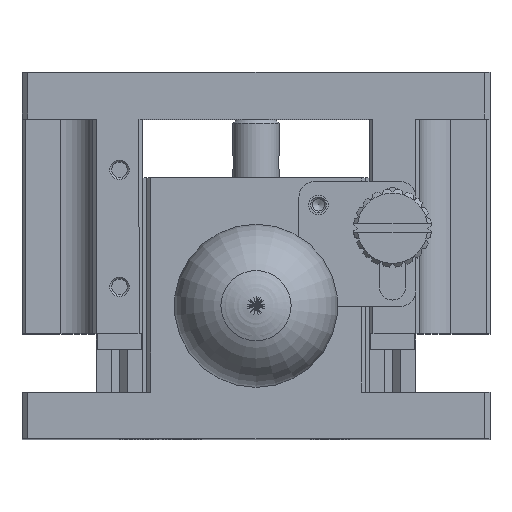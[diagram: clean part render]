
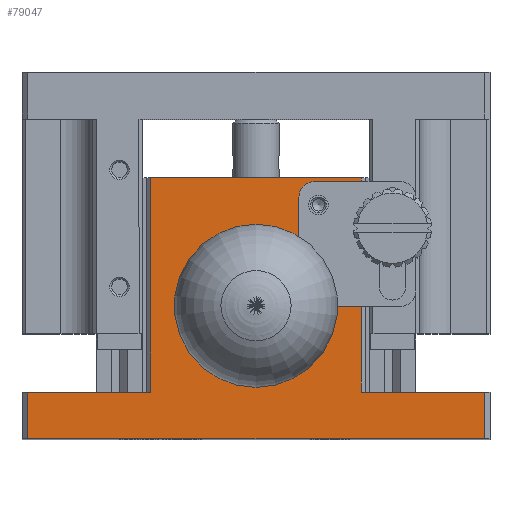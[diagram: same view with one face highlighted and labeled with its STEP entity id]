
A CAD part, top view. The second image highlights one B-rep face of the part: STEP entity #79047.
In plain terms, the highlighted planar face has unit normal (0, 0, 1).
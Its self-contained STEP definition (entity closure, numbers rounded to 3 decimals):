
#1717 = VERTEX_POINT ( 'NONE', #71101 ) ;
#2013 = CARTESIAN_POINT ( 'NONE',  ( 0.71, 6., 0. ) ) ;
#2179 = VECTOR ( 'NONE', #46142, 1000. ) ;
#2436 = VECTOR ( 'NONE', #8631, 1000. ) ;
#3047 = EDGE_CURVE ( 'NONE', #17118, #1717, #10954, .T. ) ;
#4031 = VERTEX_POINT ( 'NONE', #80560 ) ;
#4245 = CARTESIAN_POINT ( 'NONE',  ( 37.5, 17., 0. ) ) ;
#4437 = EDGE_CURVE ( 'NONE', #4031, #52601, #47168, .T. ) ;
#4635 = EDGE_CURVE ( 'NONE', #53592, #87804, #78474, .T. ) ;
#4839 = ORIENTED_EDGE ( 'NONE', *, *, #4437, .T. ) ;
#4990 = DIRECTION ( 'NONE',  ( 0., 0., 1. ) ) ;
#5314 = ORIENTED_EDGE ( 'NONE', *, *, #3047, .F. ) ;
#5423 = ORIENTED_EDGE ( 'NONE', *, *, #66783, .F. ) ;
#6170 = CARTESIAN_POINT ( 'NONE',  ( 0.71, 6., 0. ) ) ;
#6338 = CARTESIAN_POINT ( 'NONE',  ( 0.71, 0., 0. ) ) ;
#6681 = DIRECTION ( 'NONE',  ( 1., 0., 0. ) ) ;
#7046 = CIRCLE ( 'NONE', #43512, 4.75 ) ;
#8602 = LINE ( 'NONE', #31903, #41401 ) ;
#8631 = DIRECTION ( 'NONE',  ( 1., 0., 0. ) ) ;
#8976 = ORIENTED_EDGE ( 'NONE', *, *, #92891, .F. ) ;
#10064 = ORIENTED_EDGE ( 'NONE', *, *, #15298, .T. ) ;
#10559 = CARTESIAN_POINT ( 'NONE',  ( 43.5, 33.5, 0. ) ) ;
#10954 = LINE ( 'NONE', #61800, #38730 ) ;
#11298 = CIRCLE ( 'NONE', #75018, 2. ) ;
#12312 = CARTESIAN_POINT ( 'NONE',  ( 37.5, 31., 0. ) ) ;
#12421 = CARTESIAN_POINT ( 'NONE',  ( 43.5, 33.5, 0. ) ) ;
#13767 = VERTEX_POINT ( 'NONE', #23694 ) ;
#14244 = EDGE_LOOP ( 'NONE', ( #43155 ) ) ;
#15298 = EDGE_CURVE ( 'NONE', #88749, #74628, #23413, .T. ) ;
#17118 = VERTEX_POINT ( 'NONE', #42888 ) ;
#18237 = CARTESIAN_POINT ( 'NONE',  ( 37.5, 19., 0. ) ) ;
#20561 = CARTESIAN_POINT ( 'NONE',  ( 59.29, 0., 0. ) ) ;
#22529 = DIRECTION ( 'NONE',  ( -1., 0., 0. ) ) ;
#23413 = LINE ( 'NONE', #67566, #2436 ) ;
#23694 = CARTESIAN_POINT ( 'NONE',  ( 43.5, 6., 0. ) ) ;
#26679 = DIRECTION ( 'NONE',  ( 0., -1., 0. ) ) ;
#27942 = VECTOR ( 'NONE', #29005, 1000. ) ;
#28239 = CARTESIAN_POINT ( 'NONE',  ( 43.5, 17., 0. ) ) ;
#29005 = DIRECTION ( 'NONE',  ( 0., -1., 0. ) ) ;
#29316 = LINE ( 'NONE', #58267, #88399 ) ;
#31400 = CARTESIAN_POINT ( 'NONE',  ( 16.5, 33.5, 0. ) ) ;
#31903 = CARTESIAN_POINT ( 'NONE',  ( 0.71, 33., 0. ) ) ;
#32614 = EDGE_CURVE ( 'NONE', #87804, #13767, #67418, .T. ) ;
#32805 = LINE ( 'NONE', #54649, #41047 ) ;
#32983 = ORIENTED_EDGE ( 'NONE', *, *, #4635, .F. ) ;
#34028 = DIRECTION ( 'NONE',  ( 1., 0., 0. ) ) ;
#35333 = VECTOR ( 'NONE', #6681, 1000. ) ;
#36443 = VECTOR ( 'NONE', #26679, 1000. ) ;
#38203 = FACE_OUTER_BOUND ( 'NONE', #77534, .T. ) ;
#38521 = ORIENTED_EDGE ( 'NONE', *, *, #92931, .F. ) ;
#38730 = VECTOR ( 'NONE', #75623, 1000. ) ;
#39126 = DIRECTION ( 'NONE',  ( -1., 0., 0. ) ) ;
#41047 = VECTOR ( 'NONE', #61763, 1000. ) ;
#41401 = VECTOR ( 'NONE', #89406, 1000. ) ;
#41600 = LINE ( 'NONE', #70563, #69795 ) ;
#42328 = LINE ( 'NONE', #6170, #86293 ) ;
#42888 = CARTESIAN_POINT ( 'NONE',  ( 0.71, 6., 0. ) ) ;
#43155 = ORIENTED_EDGE ( 'NONE', *, *, #58977, .F. ) ;
#43512 = AXIS2_PLACEMENT_3D ( 'NONE', #78671, #4990, #34028 ) ;
#44102 = EDGE_CURVE ( 'NONE', #1717, #63082, #32805, .T. ) ;
#46142 = DIRECTION ( 'NONE',  ( 1., 0., 0. ) ) ;
#46911 = ORIENTED_EDGE ( 'NONE', *, *, #32614, .F. ) ;
#47168 = LINE ( 'NONE', #12421, #56533 ) ;
#50641 = ORIENTED_EDGE ( 'NONE', *, *, #44102, .F. ) ;
#51282 = VERTEX_POINT ( 'NONE', #77734 ) ;
#51764 = ORIENTED_EDGE ( 'NONE', *, *, #76219, .F. ) ;
#52601 = VERTEX_POINT ( 'NONE', #10559 ) ;
#53258 = LINE ( 'NONE', #82230, #2179 ) ;
#53592 = VERTEX_POINT ( 'NONE', #4245 ) ;
#53626 = CARTESIAN_POINT ( 'NONE',  ( 35.5, 31., 0. ) ) ;
#54477 = CARTESIAN_POINT ( 'NONE',  ( 35.5, 19., 0. ) ) ;
#54649 = CARTESIAN_POINT ( 'NONE',  ( 16.5, 6., 0. ) ) ;
#56533 = VECTOR ( 'NONE', #90401, 1000. ) ;
#56773 = DIRECTION ( 'NONE',  ( 1., 0., 0. ) ) ;
#58267 = CARTESIAN_POINT ( 'NONE',  ( 59.29, 6., 0. ) ) ;
#58904 = VERTEX_POINT ( 'NONE', #54477 ) ;
#58977 = EDGE_CURVE ( 'NONE', #76186, #76186, #7046, .T. ) ;
#59863 = ORIENTED_EDGE ( 'NONE', *, *, #71581, .F. ) ;
#60015 = DIRECTION ( 'NONE',  ( 0., 0., -1. ) ) ;
#60416 = VERTEX_POINT ( 'NONE', #53626 ) ;
#61102 = CARTESIAN_POINT ( 'NONE',  ( 59.29, 6., 0. ) ) ;
#61763 = DIRECTION ( 'NONE',  ( 0., 1., 0. ) ) ;
#61800 = CARTESIAN_POINT ( 'NONE',  ( 0.71, 6., 0. ) ) ;
#63082 = VERTEX_POINT ( 'NONE', #31400 ) ;
#66213 = FACE_BOUND ( 'NONE', #14244, .T. ) ;
#66379 = DIRECTION ( 'NONE',  ( -1., 0., 0. ) ) ;
#66783 = EDGE_CURVE ( 'NONE', #88749, #17118, #42328, .T. ) ;
#67418 = LINE ( 'NONE', #73622, #27942 ) ;
#67566 = CARTESIAN_POINT ( 'NONE',  ( 0., 0., 0. ) ) ;
#69044 = CARTESIAN_POINT ( 'NONE',  ( 34.75, 17., 0. ) ) ;
#69795 = VECTOR ( 'NONE', #56773, 1000. ) ;
#70563 = CARTESIAN_POINT ( 'NONE',  ( 0.71, 6., 0. ) ) ;
#70951 = EDGE_CURVE ( 'NONE', #13767, #75162, #41600, .T. ) ;
#71101 = CARTESIAN_POINT ( 'NONE',  ( 16.5, 6., 0. ) ) ;
#71279 = AXIS2_PLACEMENT_3D ( 'NONE', #18237, #76215, #66379 ) ;
#71581 = EDGE_CURVE ( 'NONE', #60416, #58904, #91754, .T. ) ;
#73060 = ORIENTED_EDGE ( 'NONE', *, *, #82305, .F. ) ;
#73622 = CARTESIAN_POINT ( 'NONE',  ( 43.5, 6., 0. ) ) ;
#74628 = VERTEX_POINT ( 'NONE', #20561 ) ;
#75018 = AXIS2_PLACEMENT_3D ( 'NONE', #12312, #77430, #39126 ) ;
#75162 = VERTEX_POINT ( 'NONE', #61102 ) ;
#75623 = DIRECTION ( 'NONE',  ( 1., 0., 0. ) ) ;
#76186 = VERTEX_POINT ( 'NONE', #69044 ) ;
#76215 = DIRECTION ( 'NONE',  ( 0., 0., 1. ) ) ;
#76219 = EDGE_CURVE ( 'NONE', #58904, #53592, #81865, .T. ) ;
#76530 = ORIENTED_EDGE ( 'NONE', *, *, #79894, .F. ) ;
#77020 = DIRECTION ( 'NONE',  ( 0., 1., 0. ) ) ;
#77430 = DIRECTION ( 'NONE',  ( 0., 0., 1. ) ) ;
#77534 = EDGE_LOOP ( 'NONE', ( #4839, #8976, #50641, #5314, #5423, #10064, #76530, #84167, #46911, #32983, #51764, #59863, #38521, #73060 ) ) ;
#77734 = CARTESIAN_POINT ( 'NONE',  ( 37.5, 33., 0. ) ) ;
#78474 = LINE ( 'NONE', #79405, #35333 ) ;
#78671 = CARTESIAN_POINT ( 'NONE',  ( 30., 17., 0. ) ) ;
#79047 = ADVANCED_FACE ( 'NONE', ( #38203, #66213 ), #88566, .F. ) ;
#79405 = CARTESIAN_POINT ( 'NONE',  ( 0.71, 17., 0. ) ) ;
#79894 = EDGE_CURVE ( 'NONE', #75162, #74628, #29316, .T. ) ;
#80560 = CARTESIAN_POINT ( 'NONE',  ( 43.5, 33., 0. ) ) ;
#81349 = AXIS2_PLACEMENT_3D ( 'NONE', #2013, #60015, #22529 ) ;
#81865 = CIRCLE ( 'NONE', #71279, 2. ) ;
#82230 = CARTESIAN_POINT ( 'NONE',  ( 0.71, 33.5, 0. ) ) ;
#82305 = EDGE_CURVE ( 'NONE', #4031, #51282, #8602, .T. ) ;
#84167 = ORIENTED_EDGE ( 'NONE', *, *, #70951, .F. ) ;
#84609 = CARTESIAN_POINT ( 'NONE',  ( 35.5, 6., 0. ) ) ;
#86293 = VECTOR ( 'NONE', #77020, 1000. ) ;
#87272 = DIRECTION ( 'NONE',  ( 0., -1., 0. ) ) ;
#87804 = VERTEX_POINT ( 'NONE', #28239 ) ;
#88399 = VECTOR ( 'NONE', #87272, 1000. ) ;
#88566 = PLANE ( 'NONE',  #81349 ) ;
#88749 = VERTEX_POINT ( 'NONE', #6338 ) ;
#89406 = DIRECTION ( 'NONE',  ( -1., 0., 0. ) ) ;
#90401 = DIRECTION ( 'NONE',  ( 0., 1., 0. ) ) ;
#91754 = LINE ( 'NONE', #84609, #36443 ) ;
#92891 = EDGE_CURVE ( 'NONE', #63082, #52601, #53258, .T. ) ;
#92931 = EDGE_CURVE ( 'NONE', #51282, #60416, #11298, .T. ) ;
